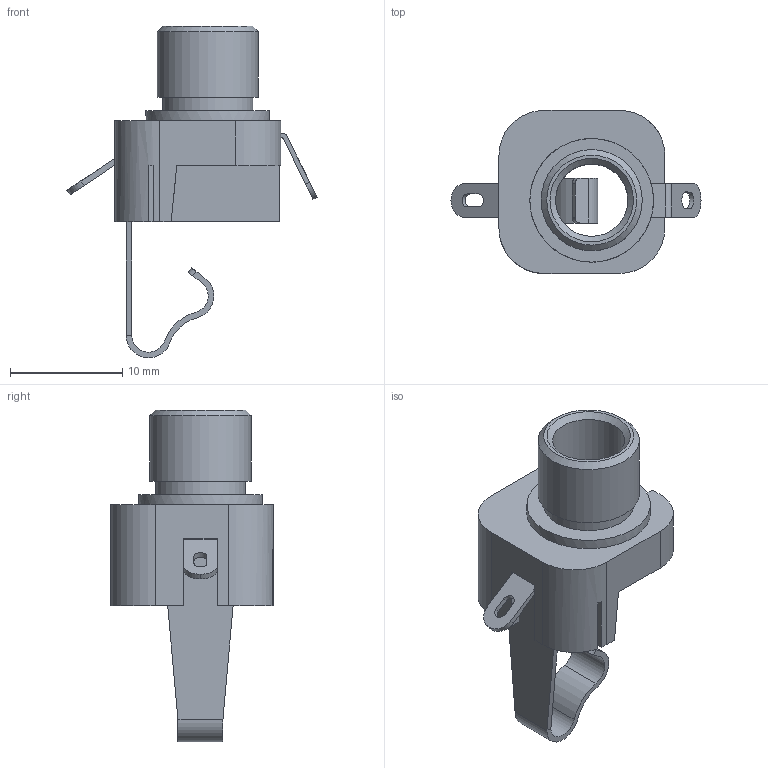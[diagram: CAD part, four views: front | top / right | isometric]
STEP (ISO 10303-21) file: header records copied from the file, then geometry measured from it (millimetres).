
FILE_DESCRIPTION(('FreeCAD Model'),'2;1');
FILE_NAME('Cut006.step','2019-05-13T19:07:31',( 'kicad StepUp'),('ksu MCAD'),'Open CASCADE STEP processor 7.2', 'FreeCAD','Unknown');
FILE_SCHEMA(('AUTOMOTIVE_DESIGN { 1 0 10303 214 1 1 1 1 }'));
Length unit declared in the file: millimetre
Products named in the file (1): Cut006
Bounding box: 22.25 x 14.5 x 29.49 mm (x, y, z)
Volume: 1337.2 mm3; surface area: 1764 mm2
Topology: 1 solids, 1 shells, 103 faces, 280 edges, 181 vertices
Faces by surface type: plane 71, cylinder 30, cone 2
Full cylindrical faces by diameter (mm): 6.43 x1, 8 x1, 9 x1, 11 x1
Entity records: 3978 total; most frequent: CARTESIAN_POINT 571, ORIENTED_EDGE 560, DIRECTION 551, EDGE_CURVE 280, LINE 205, VECTOR 205, VERTEX_POINT 181, AXIS2_PLACEMENT_3D 173
